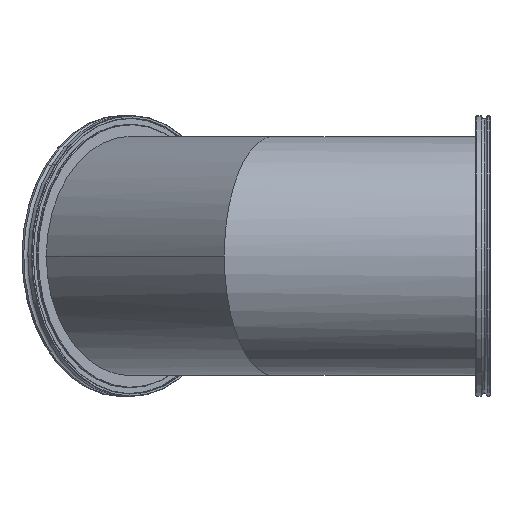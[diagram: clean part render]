
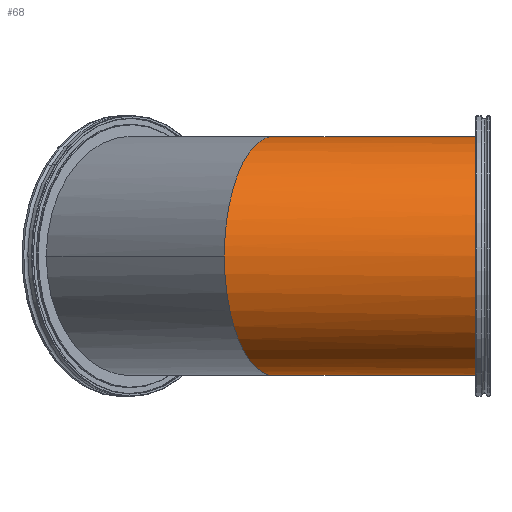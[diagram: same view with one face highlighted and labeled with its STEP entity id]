
A CAD part, left-side view. The second image highlights one B-rep face of the part: STEP entity #68.
In plain terms, the highlighted cylindrical face has radius 102 mm (diameter 204 mm), a partial arc.
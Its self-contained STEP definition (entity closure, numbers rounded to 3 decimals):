
#2 = ORIENTED_EDGE ( 'NONE', *, *, #528, .T. ) ;
#26 = CARTESIAN_POINT ( 'NONE',  ( -102., 220.25, 0. ) ) ;
#31 = VERTEX_POINT ( 'NONE', #1246 ) ;
#66 = CARTESIAN_POINT ( 'NONE',  ( 0., 0., -102. ) ) ;
#68 = ADVANCED_FACE ( 'NONE', ( #1213 ), #562, .T. ) ;
#119 = DIRECTION ( 'NONE',  ( 0., 0., 1. ) ) ;
#231 = CARTESIAN_POINT ( 'NONE',  ( 0., 0., 102. ) ) ;
#300 =( BOUNDED_CURVE ( )  B_SPLINE_CURVE ( 3, ( #1156, #463, #860, #1288 ),
 .UNSPECIFIED., .F., .F. ) 
 B_SPLINE_CURVE_WITH_KNOTS ( ( 4, 4 ),
 ( 0., 1.571 ),
 .UNSPECIFIED. ) 
 CURVE ( )  GEOMETRIC_REPRESENTATION_ITEM ( )  RATIONAL_B_SPLINE_CURVE ( ( 1., 0.805, 0.805, 1. ) ) 
 REPRESENTATION_ITEM ( '' )  );
#377 = VERTEX_POINT ( 'NONE', #231 ) ;
#381 = VERTEX_POINT ( 'NONE', #1304 ) ;
#390 = CIRCLE ( 'NONE', #625, 102. ) ;
#399 = VECTOR ( 'NONE', #1136, 1000. ) ;
#441 = LINE ( 'NONE', #948, #399 ) ;
#463 = CARTESIAN_POINT ( 'NONE',  ( -102., 220.25, -59.75 ) ) ;
#474 = CARTESIAN_POINT ( 'NONE',  ( 0., 0., -102. ) ) ;
#483 = CARTESIAN_POINT ( 'NONE',  ( -59.75, 202.749, 102. ) ) ;
#528 = EDGE_CURVE ( 'NONE', #31, #1341, #1068, .T. ) ;
#562 = CYLINDRICAL_SURFACE ( 'NONE', #982, 102. ) ;
#575 = DIRECTION ( 'NONE',  ( 0., 1., 0. ) ) ;
#596 = CARTESIAN_POINT ( 'NONE',  ( 0., 178., 102. ) ) ;
#625 = AXIS2_PLACEMENT_3D ( 'NONE', #1310, #858, #1300 ) ;
#636 = VERTEX_POINT ( 'NONE', #66 ) ;
#675 = ORIENTED_EDGE ( 'NONE', *, *, #1197, .F. ) ;
#794 = VECTOR ( 'NONE', #575, 1000. ) ;
#821 = DIRECTION ( 'NONE',  ( 0., 1., 0. ) ) ;
#848 = EDGE_LOOP ( 'NONE', ( #675, #1292, #929, #2, #1012 ) ) ;
#858 = DIRECTION ( 'NONE',  ( 0., 1., 0. ) ) ;
#860 = CARTESIAN_POINT ( 'NONE',  ( -59.75, 202.749, -102. ) ) ;
#870 = EDGE_CURVE ( 'NONE', #636, #377, #390, .T. ) ;
#929 = ORIENTED_EDGE ( 'NONE', *, *, #1303, .T. ) ;
#948 = CARTESIAN_POINT ( 'NONE',  ( 0., 0., 102. ) ) ;
#982 = AXIS2_PLACEMENT_3D ( 'NONE', #1264, #821, #119 ) ;
#1012 = ORIENTED_EDGE ( 'NONE', *, *, #1132, .T. ) ;
#1068 =( BOUNDED_CURVE ( )  B_SPLINE_CURVE ( 3, ( #596, #483, #1103, #1193 ),
 .UNSPECIFIED., .F., .T. ) 
 B_SPLINE_CURVE_WITH_KNOTS ( ( 4, 4 ),
 ( 4.712, 6.283 ),
 .UNSPECIFIED. ) 
 CURVE ( )  GEOMETRIC_REPRESENTATION_ITEM ( )  RATIONAL_B_SPLINE_CURVE ( ( 1., 0.805, 0.805, 1. ) ) 
 REPRESENTATION_ITEM ( '' )  );
#1103 = CARTESIAN_POINT ( 'NONE',  ( -102., 220.25, 59.75 ) ) ;
#1114 = LINE ( 'NONE', #474, #794 ) ;
#1132 = EDGE_CURVE ( 'NONE', #1341, #381, #300, .T. ) ;
#1136 = DIRECTION ( 'NONE',  ( 0., 1., 0. ) ) ;
#1156 = CARTESIAN_POINT ( 'NONE',  ( -102., 220.25, 0. ) ) ;
#1193 = CARTESIAN_POINT ( 'NONE',  ( -102., 220.25, 0. ) ) ;
#1197 = EDGE_CURVE ( 'NONE', #636, #381, #1114, .T. ) ;
#1213 = FACE_OUTER_BOUND ( 'NONE', #848, .T. ) ;
#1246 = CARTESIAN_POINT ( 'NONE',  ( 0., 178., 102. ) ) ;
#1264 = CARTESIAN_POINT ( 'NONE',  ( 0., 0., 0. ) ) ;
#1288 = CARTESIAN_POINT ( 'NONE',  ( 0., 178., -102. ) ) ;
#1292 = ORIENTED_EDGE ( 'NONE', *, *, #870, .T. ) ;
#1300 = DIRECTION ( 'NONE',  ( 0., 0., 1. ) ) ;
#1303 = EDGE_CURVE ( 'NONE', #377, #31, #441, .T. ) ;
#1304 = CARTESIAN_POINT ( 'NONE',  ( 0., 178., -102. ) ) ;
#1310 = CARTESIAN_POINT ( 'NONE',  ( 0., 0., 0. ) ) ;
#1341 = VERTEX_POINT ( 'NONE', #26 ) ;
